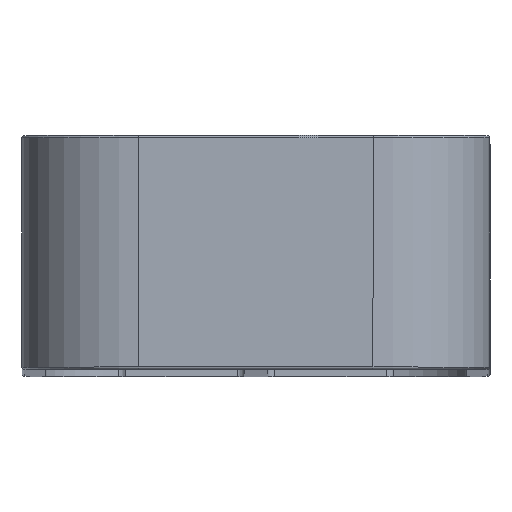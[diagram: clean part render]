
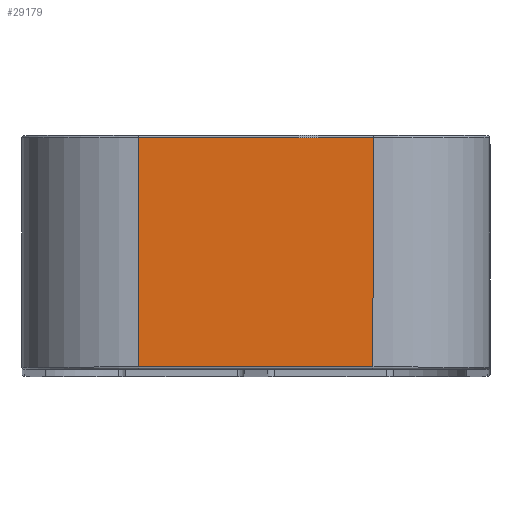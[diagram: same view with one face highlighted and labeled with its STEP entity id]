
A CAD part, top view. The second image highlights one B-rep face of the part: STEP entity #29179.
In plain terms, the highlighted planar face has unit normal (0, 0, 1).
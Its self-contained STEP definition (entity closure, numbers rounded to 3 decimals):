
#92=PLANE('',#30786);
#566=LINE('',#44562,#3042);
#576=LINE('',#44604,#3052);
#577=LINE('',#44608,#3053);
#578=LINE('',#44609,#3054);
#3042=VECTOR('',#34546,10.);
#3052=VECTOR('',#34594,10.);
#3053=VECTOR('',#34599,10.);
#3054=VECTOR('',#34600,10.);
#6615=FACE_OUTER_BOUND('',#8185,.T.);
#8185=EDGE_LOOP('',(#19849,#19850,#19851,#19852));
#12023=VERTEX_POINT('',#44552);
#12025=VERTEX_POINT('',#44558);
#12039=VERTEX_POINT('',#44603);
#12040=VERTEX_POINT('',#44607);
#15139=EDGE_CURVE('',#12023,#12025,#566,.T.);
#15160=EDGE_CURVE('',#12025,#12039,#576,.T.);
#15162=EDGE_CURVE('',#12040,#12023,#577,.T.);
#15163=EDGE_CURVE('',#12039,#12040,#578,.T.);
#19849=ORIENTED_EDGE('',*,*,#15139,.F.);
#19850=ORIENTED_EDGE('',*,*,#15162,.F.);
#19851=ORIENTED_EDGE('',*,*,#15163,.F.);
#19852=ORIENTED_EDGE('',*,*,#15160,.F.);
#29179=ADVANCED_FACE('',(#6615),#92,.T.);
#30786=AXIS2_PLACEMENT_3D('',#44606,#34597,#34598);
#34546=DIRECTION('',(-1.,0.,0.));
#34594=DIRECTION('',(0.,1.,0.));
#34597=DIRECTION('center_axis',(0.,0.,
1.));
#34598=DIRECTION('ref_axis',(1.,0.,0.));
#34599=DIRECTION('',(0.,-1.,0.));
#34600=DIRECTION('',(1.,0.,0.));
#44552=CARTESIAN_POINT('',(0.,-4.9,175.));
#44558=CARTESIAN_POINT('',(-10.,-4.9,175.));
#44562=CARTESIAN_POINT('',(-4.875,-4.9,175.));
#44603=CARTESIAN_POINT('',(-10.,4.9,175.));
#44604=CARTESIAN_POINT('',(-10.,0.,175.));
#44606=CARTESIAN_POINT('Origin',(-10.,0.,
175.));
#44607=CARTESIAN_POINT('',(0.,4.9,175.));
#44608=CARTESIAN_POINT('',(0.,0.,
175.));
#44609=CARTESIAN_POINT('',(-4.875,4.9,175.));
